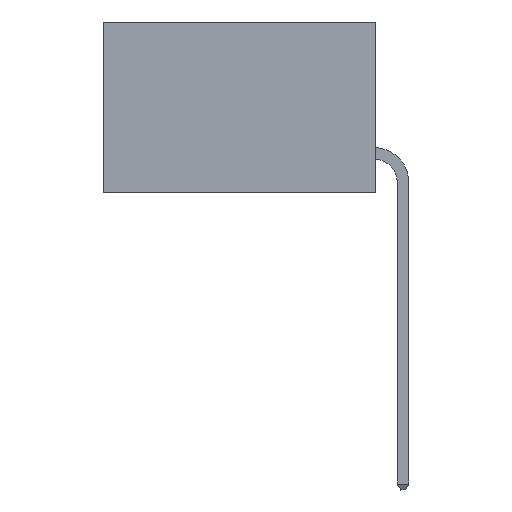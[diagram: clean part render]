
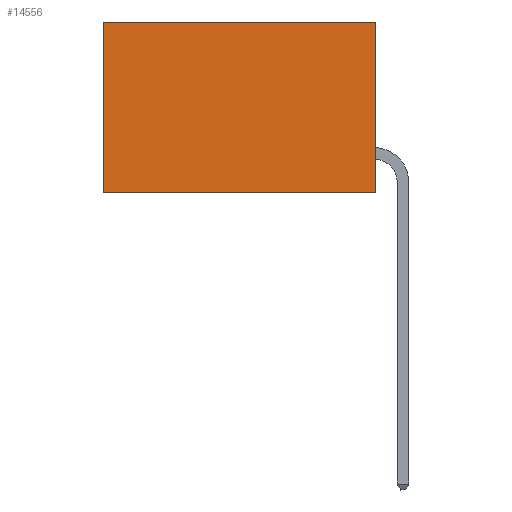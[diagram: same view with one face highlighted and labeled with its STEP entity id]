
A CAD part, left-side view. The second image highlights one B-rep face of the part: STEP entity #14556.
In plain terms, the highlighted planar face has unit normal (-1, 0, 0).
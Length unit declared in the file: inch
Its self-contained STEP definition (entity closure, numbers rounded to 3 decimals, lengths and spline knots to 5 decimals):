
#61 = AXIS2_PLACEMENT_3D ( 'NONE', #13512, #7139, #22022 ) ;
#232 = CARTESIAN_POINT ( 'NONE',  ( 0.277, 0.59, 0. ) ) ;
#1899 = CARTESIAN_POINT ( 'NONE',  ( 0.277, 0., -0.37 ) ) ;
#2416 = ORIENTED_EDGE ( 'NONE', *, *, #18033, .F. ) ;
#4176 = LINE ( 'NONE', #5559, #4827 ) ;
#4827 = VECTOR ( 'NONE', #5672, 39.37008 ) ;
#5559 = CARTESIAN_POINT ( 'NONE',  ( 0.277, 0., 0. ) ) ;
#5672 = DIRECTION ( 'NONE',  ( 0., 1., 0. ) ) ;
#5751 = EDGE_CURVE ( 'NONE', #6139, #7379, #4176, .T. ) ;
#5927 = LINE ( 'NONE', #1899, #16670 ) ;
#6139 = VERTEX_POINT ( 'NONE', #22340 ) ;
#7139 = DIRECTION ( 'NONE',  ( 1., 0., 0. ) ) ;
#7379 = VERTEX_POINT ( 'NONE', #232 ) ;
#9117 = VECTOR ( 'NONE', #21957, 39.37008 ) ;
#9683 = LINE ( 'NONE', #10224, #26458 ) ;
#9772 = EDGE_LOOP ( 'NONE', ( #24685, #11777, #2416, #18301 ) ) ;
#10224 = CARTESIAN_POINT ( 'NONE',  ( 0.277, 0.59, -0.37 ) ) ;
#11060 = VERTEX_POINT ( 'NONE', #14161 ) ;
#11777 = ORIENTED_EDGE ( 'NONE', *, *, #23028, .F. ) ;
#12614 = DIRECTION ( 'NONE',  ( 0., 1., 0. ) ) ;
#12963 = EDGE_CURVE ( 'NONE', #7379, #13200, #9683, .T. ) ;
#13200 = VERTEX_POINT ( 'NONE', #21545 ) ;
#13512 = CARTESIAN_POINT ( 'NONE',  ( 0.277, 0., -0.37 ) ) ;
#14161 = CARTESIAN_POINT ( 'NONE',  ( 0.277, 0., -0.37 ) ) ;
#14556 = ADVANCED_FACE ( 'NONE', ( #25128 ), #19988, .F. ) ;
#16670 = VECTOR ( 'NONE', #12614, 39.37008 ) ;
#18033 = EDGE_CURVE ( 'NONE', #6139, #11060, #25939, .T. ) ;
#18301 = ORIENTED_EDGE ( 'NONE', *, *, #5751, .T. ) ;
#18760 = DIRECTION ( 'NONE',  ( 0., 0., -1. ) ) ;
#19915 = CARTESIAN_POINT ( 'NONE',  ( 0.277, 0., -0.37 ) ) ;
#19988 = PLANE ( 'NONE',  #61 ) ;
#21545 = CARTESIAN_POINT ( 'NONE',  ( 0.277, 0.59, -0.37 ) ) ;
#21957 = DIRECTION ( 'NONE',  ( 0., 0., -1. ) ) ;
#22022 = DIRECTION ( 'NONE',  ( 0., 0., -1. ) ) ;
#22340 = CARTESIAN_POINT ( 'NONE',  ( 0.277, 0., 0. ) ) ;
#23028 = EDGE_CURVE ( 'NONE', #11060, #13200, #5927, .T. ) ;
#24685 = ORIENTED_EDGE ( 'NONE', *, *, #12963, .T. ) ;
#25128 = FACE_OUTER_BOUND ( 'NONE', #9772, .T. ) ;
#25939 = LINE ( 'NONE', #19915, #9117 ) ;
#26458 = VECTOR ( 'NONE', #18760, 39.37008 ) ;
